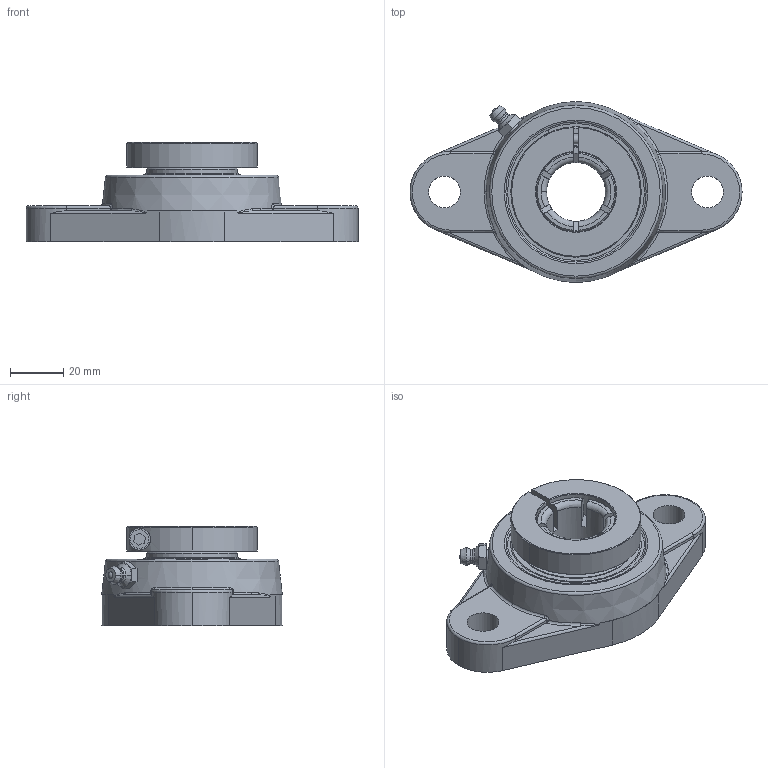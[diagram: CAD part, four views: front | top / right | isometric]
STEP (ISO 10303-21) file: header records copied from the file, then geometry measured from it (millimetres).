
FILE_DESCRIPTION(('HOOPS Exchange Step'),'2;1');
FILE_NAME('export-8F9EB9F5-1EBC-42C2-976C-C05E91C7B054.stp','2019-12-13T09:34:49-08:00',('ibuslach'),('Alibre'),'HOOPS Exchange 2019.2','Alibre','Unknown authorisation');
FILE_SCHEMA( ('AP242_MANAGED_MODEL_BASED_3D_ENGINEERING_MIM_LF {1 0 10303 442 1 1 4 }') );
Length unit declared in the file: centimetre
Products named in the file (8): MRN SFT 205; UCP ZERK 5mm; SUE 205 LOCK RING; SUE 205 SHIELD; SUE 204 BOLT; SUE 205-14 RACES; MRN SUE 205-14; MRN SUEFT 205-14
Assembly tree (8 placements, depth 3):
  MRN SUEFT 205-14
    MRN SFT 205
    UCP ZERK 5mm
    MRN SUE 205-14
      SUE 205 LOCK RING
      SUE 205 SHIELD  x2
      SUE 204 BOLT
      SUE 205-14 RACES
Bounding box: 125 x 68 x 37.3 mm (x, y, z)
Volume: 92642.7 mm3; surface area: 40255 mm2
Topology: 8 solids, 8 shells, 255 faces, 695 edges, 454 vertices
Faces by surface type: plane 85, cylinder 67, cone 40, torus 38, bspline 16, sphere 9
Full cylindrical faces by diameter (mm): 1.482 x2, 3.242 x2, 4 x1, 5 x2, 7 x1, 12 x2, 22.225 x1, 34.225 x4, 34.733 x2, 44 x4, 55.143 x1
Entity records: 17556 total; most frequent: CARTESIAN_POINT 11134, ORIENTED_EDGE 1338, DIRECTION 1322, EDGE_CURVE 669, AXIS2_PLACEMENT_3D 552, VERTEX_POINT 440, CIRCLE 296, EDGE_LOOP 275
